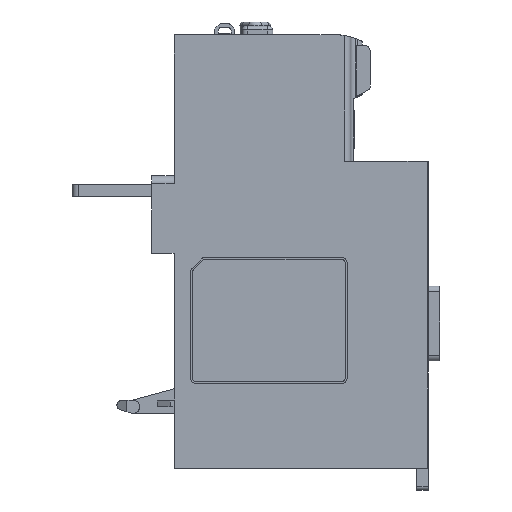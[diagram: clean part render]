
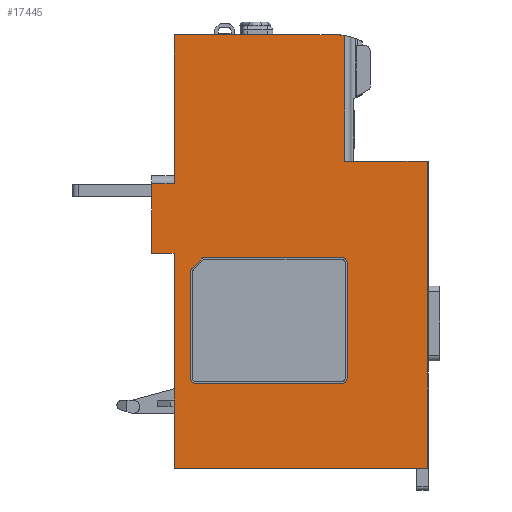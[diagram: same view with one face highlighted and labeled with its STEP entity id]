
A CAD part, left-side view. The second image highlights one B-rep face of the part: STEP entity #17445.
In plain terms, the highlighted planar face has unit normal (-1, 0, 0).
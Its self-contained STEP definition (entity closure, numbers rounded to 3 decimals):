
#486=CIRCLE('',#18587,1.51);
#487=CIRCLE('',#18588,1.51);
#488=CIRCLE('',#18589,1.51);
#489=CIRCLE('',#18590,1.51);
#490=CIRCLE('',#18591,1.51);
#491=CIRCLE('',#18592,15.05);
#492=CIRCLE('',#18593,0.3);
#1801=ORIENTED_EDGE('',*,*,#6852,.F.);
#1802=ORIENTED_EDGE('',*,*,#6853,.F.);
#1803=ORIENTED_EDGE('',*,*,#6854,.F.);
#1804=ORIENTED_EDGE('',*,*,#6855,.F.);
#1805=ORIENTED_EDGE('',*,*,#6856,.F.);
#1806=ORIENTED_EDGE('',*,*,#6857,.F.);
#1807=ORIENTED_EDGE('',*,*,#6858,.F.);
#1808=ORIENTED_EDGE('',*,*,#6859,.F.);
#1809=ORIENTED_EDGE('',*,*,#6860,.F.);
#1810=ORIENTED_EDGE('',*,*,#6861,.F.);
#1811=ORIENTED_EDGE('',*,*,#6862,.F.);
#1812=ORIENTED_EDGE('',*,*,#6863,.T.);
#1813=ORIENTED_EDGE('',*,*,#6864,.F.);
#1814=ORIENTED_EDGE('',*,*,#6865,.T.);
#1815=ORIENTED_EDGE('',*,*,#6866,.T.);
#1816=ORIENTED_EDGE('',*,*,#6867,.T.);
#1817=ORIENTED_EDGE('',*,*,#6868,.T.);
#1818=ORIENTED_EDGE('',*,*,#6869,.T.);
#1819=ORIENTED_EDGE('',*,*,#6723,.T.);
#1820=ORIENTED_EDGE('',*,*,#6484,.T.);
#1821=ORIENTED_EDGE('',*,*,#6870,.F.);
#1822=ORIENTED_EDGE('',*,*,#6871,.T.);
#6484=EDGE_CURVE('',#9036,#9035,#10717,.T.);
#6723=EDGE_CURVE('',#9242,#9036,#10898,.T.);
#6852=EDGE_CURVE('',#9338,#9339,#11015,.T.);
#6853=EDGE_CURVE('',#9340,#9338,#486,.F.);
#6854=EDGE_CURVE('',#9341,#9340,#11016,.T.);
#6855=EDGE_CURVE('',#9342,#9341,#487,.F.);
#6856=EDGE_CURVE('',#9343,#9342,#11017,.T.);
#6857=EDGE_CURVE('',#9344,#9343,#488,.F.);
#6858=EDGE_CURVE('',#9345,#9344,#11018,.T.);
#6859=EDGE_CURVE('',#9346,#9345,#489,.F.);
#6860=EDGE_CURVE('',#9347,#9346,#11019,.T.);
#6861=EDGE_CURVE('',#9339,#9347,#490,.F.);
#6862=EDGE_CURVE('',#9348,#9349,#11020,.F.);
#6863=EDGE_CURVE('',#9348,#9350,#491,.F.);
#6864=EDGE_CURVE('',#9351,#9350,#11021,.T.);
#6865=EDGE_CURVE('',#9351,#9352,#492,.F.);
#6866=EDGE_CURVE('',#9352,#9353,#11022,.T.);
#6867=EDGE_CURVE('',#9353,#9354,#11023,.T.);
#6868=EDGE_CURVE('',#9354,#9355,#11024,.T.);
#6869=EDGE_CURVE('',#9355,#9242,#11025,.T.);
#6870=EDGE_CURVE('',#9356,#9035,#11026,.T.);
#6871=EDGE_CURVE('',#9356,#9349,#11027,.T.);
#9035=VERTEX_POINT('',#25829);
#9036=VERTEX_POINT('',#25831);
#9242=VERTEX_POINT('',#26308);
#9338=VERTEX_POINT('',#26559);
#9339=VERTEX_POINT('',#26560);
#9340=VERTEX_POINT('',#26562);
#9341=VERTEX_POINT('',#26564);
#9342=VERTEX_POINT('',#26566);
#9343=VERTEX_POINT('',#26568);
#9344=VERTEX_POINT('',#26570);
#9345=VERTEX_POINT('',#26572);
#9346=VERTEX_POINT('',#26574);
#9347=VERTEX_POINT('',#26576);
#9348=VERTEX_POINT('',#26579);
#9349=VERTEX_POINT('',#26580);
#9350=VERTEX_POINT('',#26582);
#9351=VERTEX_POINT('',#26584);
#9352=VERTEX_POINT('',#26586);
#9353=VERTEX_POINT('',#26588);
#9354=VERTEX_POINT('',#26590);
#9355=VERTEX_POINT('',#26592);
#9356=VERTEX_POINT('',#26595);
#10717=LINE('',#25830,#12749);
#10898=LINE('',#26307,#12930);
#11015=LINE('',#26558,#13047);
#11016=LINE('',#26563,#13048);
#11017=LINE('',#26567,#13049);
#11018=LINE('',#26571,#13050);
#11019=LINE('',#26575,#13051);
#11020=LINE('',#26578,#13052);
#11021=LINE('',#26583,#13053);
#11022=LINE('',#26587,#13054);
#11023=LINE('',#26589,#13055);
#11024=LINE('',#26591,#13056);
#11025=LINE('',#26593,#13057);
#11026=LINE('',#26594,#13058);
#11027=LINE('',#26596,#13059);
#12749=VECTOR('',#20445,1000.);
#12930=VECTOR('',#20806,1000.);
#13047=VECTOR('',#20999,1000.);
#13048=VECTOR('',#21002,1000.);
#13049=VECTOR('',#21005,1000.);
#13050=VECTOR('',#21008,1000.);
#13051=VECTOR('',#21011,1000.);
#13052=VECTOR('',#21014,1000.);
#13053=VECTOR('',#21017,1000.);
#13054=VECTOR('',#21020,1000.);
#13055=VECTOR('',#21021,1000.);
#13056=VECTOR('',#21022,1000.);
#13057=VECTOR('',#21023,1000.);
#13058=VECTOR('',#21024,1000.);
#13059=VECTOR('',#21025,1000.);
#14596=EDGE_LOOP('',(#1801,#1802,#1803,#1804,#1805,#1806,#1807,#1808,#1809,
#1810));
#14597=EDGE_LOOP('',(#1811,#1812,#1813,#1814,#1815,#1816,#1817,#1818,#1819,
#1820,#1821,#1822));
#15687=FACE_BOUND('',#14596,.T.);
#15688=FACE_BOUND('',#14597,.T.);
#16737=PLANE('',#18586);
#17445=ADVANCED_FACE('',(#15687,#15688),#16737,.F.);
#18586=AXIS2_PLACEMENT_3D('',#26557,#20997,#20998);
#18587=AXIS2_PLACEMENT_3D('',#26561,#21000,#21001);
#18588=AXIS2_PLACEMENT_3D('',#26565,#21003,#21004);
#18589=AXIS2_PLACEMENT_3D('',#26569,#21006,#21007);
#18590=AXIS2_PLACEMENT_3D('',#26573,#21009,#21010);
#18591=AXIS2_PLACEMENT_3D('',#26577,#21012,#21013);
#18592=AXIS2_PLACEMENT_3D('',#26581,#21015,#21016);
#18593=AXIS2_PLACEMENT_3D('',#26585,#21018,#21019);
#20445=DIRECTION('',(0.,-1.,0.));
#20806=DIRECTION('',(0.,0.,-1.));
#20997=DIRECTION('',(1.,0.,0.));
#20998=DIRECTION('',(0.,0.,-1.));
#20999=DIRECTION('',(0.,0.707,-0.707));
#21000=DIRECTION('',(1.,0.,0.));
#21001=DIRECTION('',(0.,0.,-1.));
#21002=DIRECTION('',(0.,1.,0.));
#21003=DIRECTION('',(1.,0.,0.));
#21004=DIRECTION('',(0.,0.,-1.));
#21005=DIRECTION('',(0.,0.,1.));
#21006=DIRECTION('',(1.,0.,0.));
#21007=DIRECTION('',(0.,0.,-1.));
#21008=DIRECTION('',(0.,-1.,0.));
#21009=DIRECTION('',(1.,0.,0.));
#21010=DIRECTION('',(0.,0.,-1.));
#21011=DIRECTION('',(0.,0.,-1.));
#21012=DIRECTION('',(1.,0.,0.));
#21013=DIRECTION('',(0.,0.,-1.));
#21014=DIRECTION('',(0.,0.,1.));
#21015=DIRECTION('',(1.,0.,0.));
#21016=DIRECTION('',(0.,0.,-1.));
#21017=DIRECTION('',(0.,-1.,0.));
#21018=DIRECTION('',(1.,0.,0.));
#21019=DIRECTION('',(0.,0.,-1.));
#21020=DIRECTION('',(0.,0.,-1.));
#21021=DIRECTION('',(0.,1.,0.));
#21022=DIRECTION('',(0.,0.,-1.));
#21023=DIRECTION('',(0.,-1.,0.));
#21024=DIRECTION('',(0.,0.,-1.));
#21025=DIRECTION('',(0.,1.,0.));
#25829=CARTESIAN_POINT('',(-35.765,0.3,0.));
#25830=CARTESIAN_POINT('',(-35.765,71.55,0.));
#25831=CARTESIAN_POINT('',(-35.765,65.8,0.));
#26307=CARTESIAN_POINT('',(-35.765,65.8,112.167));
#26308=CARTESIAN_POINT('',(-35.765,65.8,55.57));
#26557=CARTESIAN_POINT('',(-35.765,71.55,112.167));
#26558=CARTESIAN_POINT('',(-35.765,36.119,76.736));
#26559=CARTESIAN_POINT('',(-35.765,58.708,54.148));
#26560=CARTESIAN_POINT('',(-35.765,61.128,51.728));
#26561=CARTESIAN_POINT('',(-35.765,57.64,53.08));
#26562=CARTESIAN_POINT('',(-35.765,57.467,54.58));
#26563=CARTESIAN_POINT('',(-35.765,71.55,54.58));
#26564=CARTESIAN_POINT('',(-35.765,22.51,54.58));
#26565=CARTESIAN_POINT('',(-35.765,22.51,53.07));
#26566=CARTESIAN_POINT('',(-35.765,21.,53.07));
#26567=CARTESIAN_POINT('',(-35.765,21.,112.167));
#26568=CARTESIAN_POINT('',(-35.765,21.,23.43));
#26569=CARTESIAN_POINT('',(-35.765,22.51,23.43));
#26570=CARTESIAN_POINT('',(-35.765,22.51,21.92));
#26571=CARTESIAN_POINT('',(-35.765,71.55,21.92));
#26572=CARTESIAN_POINT('',(-35.765,60.05,21.92));
#26573=CARTESIAN_POINT('',(-35.765,60.05,23.43));
#26574=CARTESIAN_POINT('',(-35.765,61.56,23.43));
#26575=CARTESIAN_POINT('',(-35.765,61.56,112.167));
#26576=CARTESIAN_POINT('',(-35.765,61.56,50.487));
#26577=CARTESIAN_POINT('',(-35.765,60.06,50.66));
#26578=CARTESIAN_POINT('',(-35.765,21.678,79.42));
#26579=CARTESIAN_POINT('',(-35.765,21.678,111.964));
#26580=CARTESIAN_POINT('',(-35.765,21.678,79.42));
#26581=CARTESIAN_POINT('',(-35.765,24.16,97.12));
#26582=CARTESIAN_POINT('',(-35.765,23.86,112.167));
#26583=CARTESIAN_POINT('',(-35.765,71.55,112.167));
#26584=CARTESIAN_POINT('',(-35.765,65.512,112.167));
#26585=CARTESIAN_POINT('',(-35.765,65.47,111.87));
#26586=CARTESIAN_POINT('',(-35.765,65.77,111.87));
#26587=CARTESIAN_POINT('',(-35.765,65.77,112.167));
#26588=CARTESIAN_POINT('',(-35.765,65.77,73.62));
#26589=CARTESIAN_POINT('',(-35.765,71.55,73.62));
#26590=CARTESIAN_POINT('',(-35.765,71.55,73.62));
#26591=CARTESIAN_POINT('',(-35.765,71.55,112.167));
#26592=CARTESIAN_POINT('',(-35.765,71.55,55.57));
#26593=CARTESIAN_POINT('',(-35.765,71.55,55.57));
#26594=CARTESIAN_POINT('',(-35.765,0.3,112.167));
#26595=CARTESIAN_POINT('',(-35.765,0.3,79.42));
#26596=CARTESIAN_POINT('',(-35.765,71.55,79.42));
